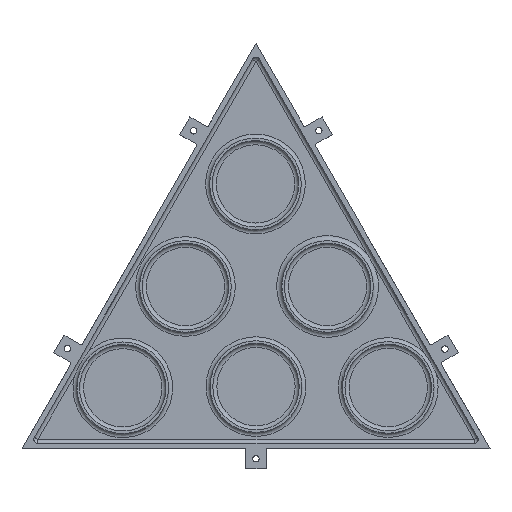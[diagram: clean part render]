
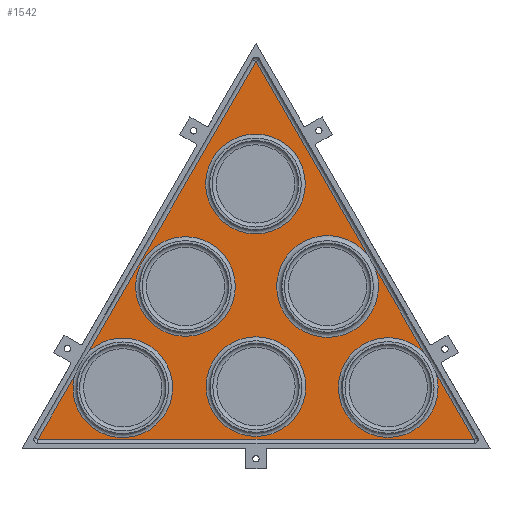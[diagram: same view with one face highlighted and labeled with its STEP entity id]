
A CAD part, top view. The second image highlights one B-rep face of the part: STEP entity #1542.
In plain terms, the highlighted planar face has unit normal (0, 0, 1).
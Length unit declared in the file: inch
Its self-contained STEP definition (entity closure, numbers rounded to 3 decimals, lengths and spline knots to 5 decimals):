
#25=FACE_BOUND('',#496,.T.);
#26=FACE_BOUND('',#497,.T.);
#27=FACE_BOUND('',#498,.T.);
#60=PLANE('',#1707);
#100=LINE('',#2427,#219);
#108=LINE('',#2453,#227);
#109=LINE('',#2478,#228);
#113=LINE('',#2502,#232);
#114=LINE('',#2523,#233);
#115=LINE('',#2547,#234);
#219=VECTOR('',#1932,0.3937);
#227=VECTOR('',#1962,0.3937);
#228=VECTOR('',#1963,0.3937);
#232=VECTOR('',#1995,0.3937);
#233=VECTOR('',#1996,0.3937);
#234=VECTOR('',#1997,0.3937);
#401=FACE_OUTER_BOUND('',#495,.T.);
#495=EDGE_LOOP('',(#1181,#1182,#1183,#1184,#1185,#1186,#1187,#1188,#1189,
#1190,#1191,#1192));
#496=EDGE_LOOP('',(#1193));
#497=EDGE_LOOP('',(#1194));
#498=EDGE_LOOP('',(#1195));
#620=CIRCLE('',#1690,1.225);
#621=CIRCLE('',#1691,1.225);
#625=CIRCLE('',#1698,1.25);
#626=CIRCLE('',#1699,1.25);
#630=CIRCLE('',#1704,1.225);
#631=CIRCLE('',#1705,1.225);
#633=CIRCLE('',#1708,1.225);
#634=CIRCLE('',#1709,1.225);
#635=CIRCLE('',#1710,1.225);
#699=VERTEX_POINT('',#2424);
#700=VERTEX_POINT('',#2426);
#707=VERTEX_POINT('',#2452);
#708=VERTEX_POINT('',#2454);
#709=VERTEX_POINT('',#2477);
#714=VERTEX_POINT('',#2493);
#715=VERTEX_POINT('',#2501);
#716=VERTEX_POINT('',#2503);
#717=VERTEX_POINT('',#2522);
#718=VERTEX_POINT('',#2524);
#721=VERTEX_POINT('',#2552);
#724=VERTEX_POINT('',#2561);
#725=VERTEX_POINT('',#2567);
#726=VERTEX_POINT('',#2569);
#727=VERTEX_POINT('',#2571);
#857=EDGE_CURVE('',#699,#700,#100,.T.);
#870=EDGE_CURVE('',#700,#707,#108,.T.);
#872=EDGE_CURVE('',#708,#709,#109,.T.);
#881=EDGE_CURVE('',#714,#708,#620,.T.);
#882=EDGE_CURVE('',#707,#714,#621,.T.);
#885=EDGE_CURVE('',#709,#715,#113,.T.);
#887=EDGE_CURVE('',#716,#717,#114,.T.);
#889=EDGE_CURVE('',#718,#699,#115,.T.);
#892=EDGE_CURVE('',#721,#716,#625,.T.);
#893=EDGE_CURVE('',#715,#721,#626,.T.);
#897=EDGE_CURVE('',#724,#718,#630,.T.);
#898=EDGE_CURVE('',#717,#724,#631,.T.);
#900=EDGE_CURVE('',#725,#725,#633,.T.);
#901=EDGE_CURVE('',#726,#726,#634,.T.);
#902=EDGE_CURVE('',#727,#727,#635,.T.);
#1181=ORIENTED_EDGE('',*,*,#857,.F.);
#1182=ORIENTED_EDGE('',*,*,#889,.F.);
#1183=ORIENTED_EDGE('',*,*,#897,.F.);
#1184=ORIENTED_EDGE('',*,*,#898,.F.);
#1185=ORIENTED_EDGE('',*,*,#887,.F.);
#1186=ORIENTED_EDGE('',*,*,#892,.F.);
#1187=ORIENTED_EDGE('',*,*,#893,.F.);
#1188=ORIENTED_EDGE('',*,*,#885,.F.);
#1189=ORIENTED_EDGE('',*,*,#872,.F.);
#1190=ORIENTED_EDGE('',*,*,#881,.F.);
#1191=ORIENTED_EDGE('',*,*,#882,.F.);
#1192=ORIENTED_EDGE('',*,*,#870,.F.);
#1193=ORIENTED_EDGE('',*,*,#900,.F.);
#1194=ORIENTED_EDGE('',*,*,#901,.F.);
#1195=ORIENTED_EDGE('',*,*,#902,.F.);
#1542=ADVANCED_FACE('',(#401,#25,#26,#27),#60,.F.);
#1690=AXIS2_PLACEMENT_3D('',#2495,#1984,#1985);
#1691=AXIS2_PLACEMENT_3D('',#2496,#1986,#1987);
#1698=AXIS2_PLACEMENT_3D('',#2554,#2004,#2005);
#1699=AXIS2_PLACEMENT_3D('',#2555,#2006,#2007);
#1704=AXIS2_PLACEMENT_3D('',#2563,#2016,#2017);
#1705=AXIS2_PLACEMENT_3D('',#2564,#2018,#2019);
#1707=AXIS2_PLACEMENT_3D('',#2566,#2022,#2023);
#1708=AXIS2_PLACEMENT_3D('',#2568,#2024,#2025);
#1709=AXIS2_PLACEMENT_3D('',#2570,#2026,#2027);
#1710=AXIS2_PLACEMENT_3D('',#2572,#2028,#2029);
#1932=DIRECTION('',(-1.,0.,0.));
#1962=DIRECTION('',(0.5,0.866,0.));
#1963=DIRECTION('',(0.5,0.866,0.));
#1984=DIRECTION('center_axis',(0.,0.,1.));
#1985=DIRECTION('ref_axis',(1.,0.,0.));
#1986=DIRECTION('center_axis',(0.,0.,1.));
#1987=DIRECTION('ref_axis',(1.,0.,0.));
#1995=DIRECTION('',(0.5,-0.866,0.));
#1996=DIRECTION('',(0.5,-0.866,0.));
#1997=DIRECTION('',(0.5,-0.866,0.));
#2004=DIRECTION('center_axis',(0.,0.,1.));
#2005=DIRECTION('ref_axis',(1.,0.,0.));
#2006=DIRECTION('center_axis',(0.,0.,1.));
#2007=DIRECTION('ref_axis',(1.,0.,0.));
#2016=DIRECTION('center_axis',(0.,0.,1.));
#2017=DIRECTION('ref_axis',(1.,0.,0.));
#2018=DIRECTION('center_axis',(0.,0.,1.));
#2019=DIRECTION('ref_axis',(1.,0.,0.));
#2022=DIRECTION('center_axis',(0.,0.,-1.));
#2023=DIRECTION('ref_axis',(-1.,0.,0.));
#2024=DIRECTION('center_axis',(0.,0.,1.));
#2025=DIRECTION('ref_axis',(1.,0.,0.));
#2026=DIRECTION('center_axis',(0.,0.,1.));
#2027=DIRECTION('ref_axis',(1.,0.,0.));
#2028=DIRECTION('center_axis',(0.,0.,1.));
#2029=DIRECTION('ref_axis',(1.,0.,0.));
#2424=CARTESIAN_POINT('',(11.11029,0.225,-0.875));
#2426=CARTESIAN_POINT('',(0.38971,0.225,-0.875));
#2427=CARTESIAN_POINT('',(8.625,0.225,-0.875));
#2452=CARTESIAN_POINT('',(1.28315,1.77248,-0.875));
#2453=CARTESIAN_POINT('',(1.99173,2.99978,-0.875));
#2454=CARTESIAN_POINT('',(1.63699,2.38535,-0.875));
#2477=CARTESIAN_POINT('',(5.75,9.50929,-0.875));
#2478=CARTESIAN_POINT('',(1.99173,2.99978,-0.875));
#2493=CARTESIAN_POINT('',(3.70073,1.49252,-0.875));
#2495=CARTESIAN_POINT('Origin',(2.47573,1.49252,-0.875));
#2496=CARTESIAN_POINT('Origin',(2.47573,1.49252,-0.875));
#2501=CARTESIAN_POINT('',(8.5059,4.73593,-0.875));
#2502=CARTESIAN_POINT('',(6.63327,7.97942,-0.875));
#2503=CARTESIAN_POINT('',(8.66127,4.46682,-0.875));
#2522=CARTESIAN_POINT('',(9.88847,2.34125,-0.875));
#2523=CARTESIAN_POINT('',(6.63327,7.97942,-0.875));
#2524=CARTESIAN_POINT('',(10.17362,1.84736,-0.875));
#2547=CARTESIAN_POINT('',(6.63327,7.97942,-0.875));
#2552=CARTESIAN_POINT('',(8.75945,3.98122,-0.875));
#2554=CARTESIAN_POINT('Origin',(7.50945,3.98122,-0.875));
#2555=CARTESIAN_POINT('Origin',(7.50945,3.98122,-0.875));
#2561=CARTESIAN_POINT('',(10.2243,1.49863,-0.875));
#2563=CARTESIAN_POINT('Origin',(8.9993,1.49863,-0.875));
#2564=CARTESIAN_POINT('Origin',(8.9993,1.49863,-0.875));
#2566=CARTESIAN_POINT('Origin',(5.75,4.97965,-0.875));
#2567=CARTESIAN_POINT('',(6.97433,1.52124,-0.875));
#2568=CARTESIAN_POINT('Origin',(5.74933,1.52124,-0.875));
#2569=CARTESIAN_POINT('',(5.24181,3.98122,-0.875));
#2570=CARTESIAN_POINT('Origin',(4.01681,3.98122,-0.875));
#2571=CARTESIAN_POINT('',(6.96187,6.50223,-0.875));
#2572=CARTESIAN_POINT('Origin',(5.73687,6.50223,-0.875));
